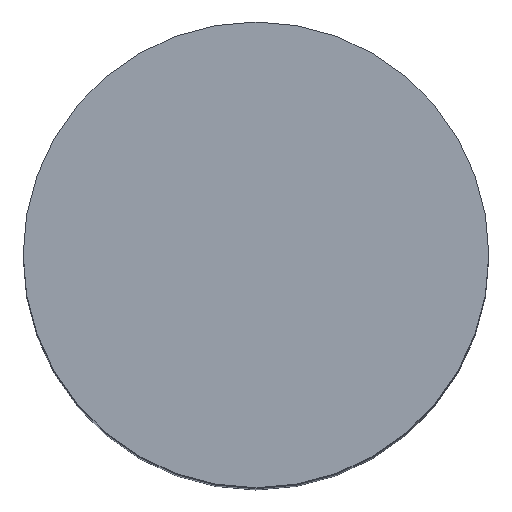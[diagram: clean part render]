
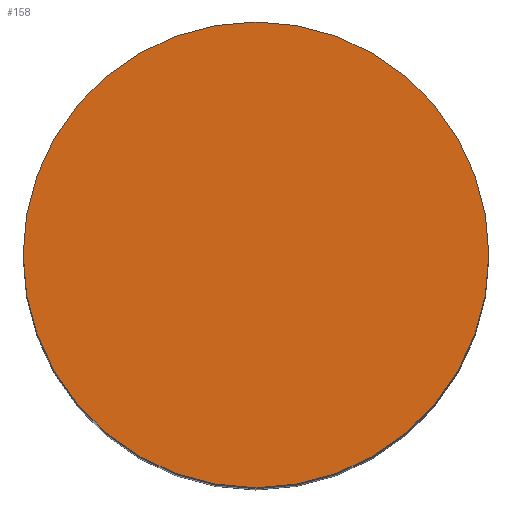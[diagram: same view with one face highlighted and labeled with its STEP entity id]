
A CAD part, top view. The second image highlights one B-rep face of the part: STEP entity #158.
In plain terms, the highlighted planar face has unit normal (0, 0, 1).
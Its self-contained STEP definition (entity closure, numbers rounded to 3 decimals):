
#9 = VERTEX_POINT ( 'NONE', #275 ) ;
#23 = VERTEX_POINT ( 'NONE', #270 ) ;
#25 = EDGE_CURVE ( 'NONE', #9, #23, #268, .T. ) ;
#73 = ORIENTED_EDGE ( 'NONE', *, *, #25, .T. ) ;
#74 = ORIENTED_EDGE ( 'NONE', *, *, #157, .T. ) ;
#127 = DIRECTION ( 'NONE',  ( 1., 0., 0. ) ) ;
#128 = DIRECTION ( 'NONE',  ( 0., 0., 1. ) ) ;
#129 = CARTESIAN_POINT ( 'NONE',  ( 0., 0., 0. ) ) ;
#131 = AXIS2_PLACEMENT_3D ( 'NONE', #129, #128, #127 ) ;
#132 = PLANE ( 'NONE',  #131 ) ;
#133 = FACE_OUTER_BOUND ( 'NONE', #159, .T. ) ;
#134 = DIRECTION ( 'NONE',  ( 1., 0., 0. ) ) ;
#135 = DIRECTION ( 'NONE',  ( 0., 0., 1. ) ) ;
#136 = CARTESIAN_POINT ( 'NONE',  ( 0., 0., 0. ) ) ;
#137 = AXIS2_PLACEMENT_3D ( 'NONE', #136, #135, #134 ) ;
#141 = CIRCLE ( 'NONE', #137, 0.953 ) ;
#157 = EDGE_CURVE ( 'NONE', #23, #9, #141, .T. ) ;
#158 = ADVANCED_FACE ( 'NONE', ( #133 ), #132, .T. ) ;
#159 = EDGE_LOOP ( 'NONE', ( #73, #74 ) ) ;
#264 = DIRECTION ( 'NONE',  ( 1., 0., 0. ) ) ;
#265 = DIRECTION ( 'NONE',  ( 0., 0., 1. ) ) ;
#266 = CARTESIAN_POINT ( 'NONE',  ( 0., 0., 0. ) ) ;
#267 = AXIS2_PLACEMENT_3D ( 'NONE', #266, #265, #264 ) ;
#268 = CIRCLE ( 'NONE', #267, 0.953 ) ;
#270 = CARTESIAN_POINT ( 'NONE',  ( -0.953, 0., 0. ) ) ;
#275 = CARTESIAN_POINT ( 'NONE',  ( 0.953, 0., 0. ) ) ;
